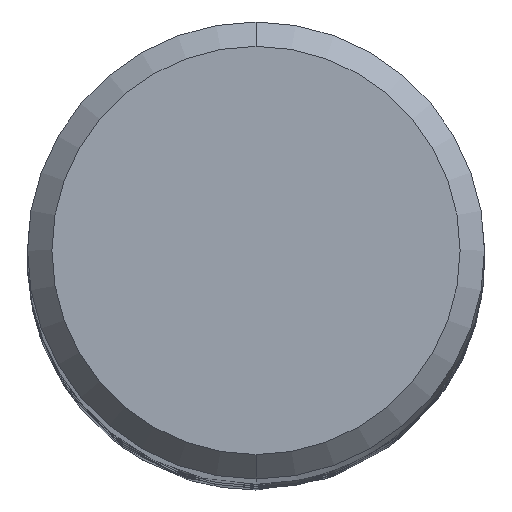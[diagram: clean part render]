
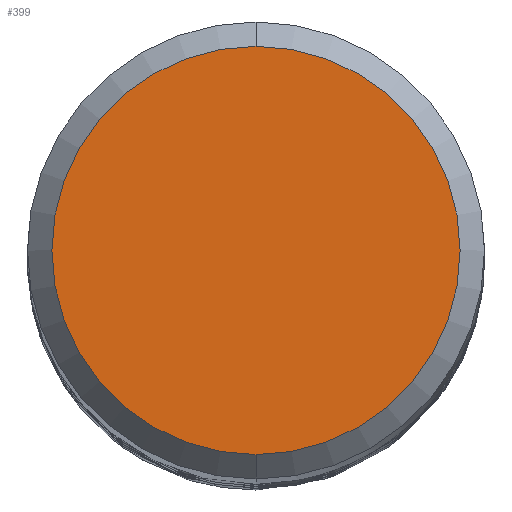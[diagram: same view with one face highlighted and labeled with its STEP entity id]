
A CAD part, top view. The second image highlights one B-rep face of the part: STEP entity #399.
In plain terms, the highlighted planar face has unit normal (0, 0, 1).
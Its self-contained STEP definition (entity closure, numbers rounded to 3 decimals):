
#345=VERTEX_POINT('',#836);
#391=VERTEX_POINT('',#887);
#399=ADVANCED_FACE('',(#897),#898,.T.);
#567=EDGE_CURVE('',#345,#391,#1079,.T.);
#621=EDGE_CURVE('',#391,#345,#1139,.T.);
#836=CARTESIAN_POINT('',(0.0,3.35,0.0));
#887=CARTESIAN_POINT('',(0.,-3.35,0.0));
#897=FACE_OUTER_BOUND('',#1919,.T.);
#898=PLANE('',#1920);
#1079=CIRCLE('',#5388,3.35);
#1139=CIRCLE('',#5838,3.35);
#1919=EDGE_LOOP('',(#7726,#7727));
#1920=AXIS2_PLACEMENT_3D('',#7728,#7729,#7730);
#5388=AXIS2_PLACEMENT_3D('',#7924,#7925,#7926);
#5838=AXIS2_PLACEMENT_3D('',#7999,#8000,#8001);
#7726=ORIENTED_EDGE('',*,*,#567,.F.);
#7727=ORIENTED_EDGE('',*,*,#621,.F.);
#7728=CARTESIAN_POINT('',(0.0,1.675,0.0));
#7729=DIRECTION('',(-0.0,0.0,1.0));
#7730=DIRECTION('',(0.0,-1.0,0.0));
#7924=CARTESIAN_POINT('',(0.0,0.0,0.0));
#7925=DIRECTION('',(0.0,0.0,-1.0));
#7926=DIRECTION('',(0.0,1.0,0.0));
#7999=CARTESIAN_POINT('',(0.0,0.0,0.0));
#8000=DIRECTION('',(0.0,0.0,-1.0));
#8001=DIRECTION('',(0.0,1.0,0.0));
